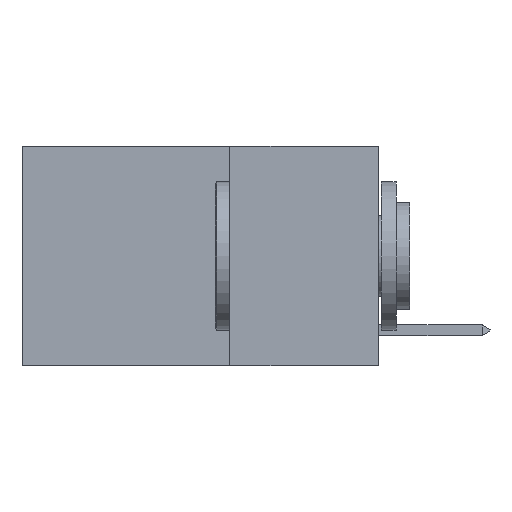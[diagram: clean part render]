
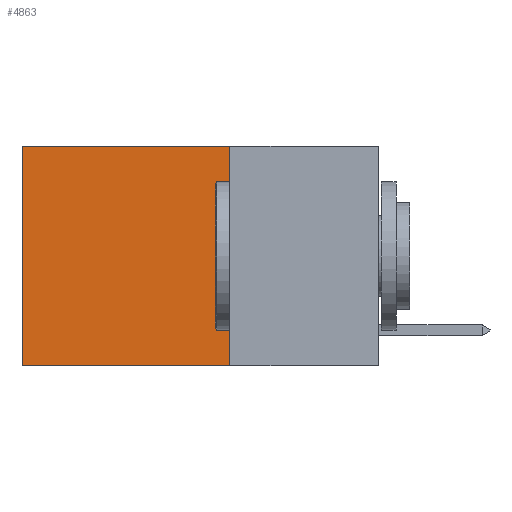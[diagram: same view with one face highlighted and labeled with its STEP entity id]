
A CAD part, left-side view. The second image highlights one B-rep face of the part: STEP entity #4863.
In plain terms, the highlighted planar face has unit normal (-1, 0, 0).
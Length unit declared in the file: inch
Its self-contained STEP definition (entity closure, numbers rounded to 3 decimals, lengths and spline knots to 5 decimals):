
#89 = DIRECTION ( 'NONE',  ( 0., 0., -1. ) ) ;
#541 = VERTEX_POINT ( 'NONE', #567 ) ;
#567 = CARTESIAN_POINT ( 'NONE',  ( 0.2625, 0.25, 0. ) ) ;
#810 = EDGE_CURVE ( 'NONE', #18565, #15549, #17433, .T. ) ;
#1013 = LINE ( 'NONE', #2765, #17184 ) ;
#1239 = CARTESIAN_POINT ( 'NONE',  ( 0.2625, 0.25, 0. ) ) ;
#1461 = LINE ( 'NONE', #7794, #20240 ) ;
#2110 = ORIENTED_EDGE ( 'NONE', *, *, #18722, .T. ) ;
#2765 = CARTESIAN_POINT ( 'NONE',  ( 0.2625, 0.6, 0. ) ) ;
#3698 = ORIENTED_EDGE ( 'NONE', *, *, #13780, .F. ) ;
#4764 = FACE_OUTER_BOUND ( 'NONE', #13770, .T. ) ;
#4863 = ADVANCED_FACE ( 'NONE', ( #4764 ), #15639, .F. ) ;
#5308 = ORIENTED_EDGE ( 'NONE', *, *, #15487, .T. ) ;
#7794 = CARTESIAN_POINT ( 'NONE',  ( 0.2625, 0.25, 0. ) ) ;
#9029 = DIRECTION ( 'NONE',  ( 0., 0., -1. ) ) ;
#9870 = ORIENTED_EDGE ( 'NONE', *, *, #810, .F. ) ;
#12021 = LINE ( 'NONE', #1239, #20096 ) ;
#13770 = EDGE_LOOP ( 'NONE', ( #5308, #9870, #3698, #2110 ) ) ;
#13780 = EDGE_CURVE ( 'NONE', #541, #18565, #12021, .T. ) ;
#13860 = DIRECTION ( 'NONE',  ( 0., 0., -1. ) ) ;
#14089 = CARTESIAN_POINT ( 'NONE',  ( 0.2625, 0.25, 0. ) ) ;
#14099 = DIRECTION ( 'NONE',  ( 0., 1., 0. ) ) ;
#14308 = DIRECTION ( 'NONE',  ( 0., 1., 0. ) ) ;
#15487 = EDGE_CURVE ( 'NONE', #17733, #15549, #1013, .T. ) ;
#15549 = VERTEX_POINT ( 'NONE', #18203 ) ;
#15639 = PLANE ( 'NONE',  #19469 ) ;
#16455 = VECTOR ( 'NONE', #14308, 39.37008 ) ;
#16818 = CARTESIAN_POINT ( 'NONE',  ( 0.2625, 0.25, -0.37 ) ) ;
#17184 = VECTOR ( 'NONE', #13860, 39.37008 ) ;
#17433 = LINE ( 'NONE', #19368, #16455 ) ;
#17733 = VERTEX_POINT ( 'NONE', #18018 ) ;
#18018 = CARTESIAN_POINT ( 'NONE',  ( 0.2625, 0.6, 0. ) ) ;
#18203 = CARTESIAN_POINT ( 'NONE',  ( 0.2625, 0.6, -0.37 ) ) ;
#18565 = VERTEX_POINT ( 'NONE', #16818 ) ;
#18652 = DIRECTION ( 'NONE',  ( 1., 0., 0. ) ) ;
#18722 = EDGE_CURVE ( 'NONE', #541, #17733, #1461, .T. ) ;
#19368 = CARTESIAN_POINT ( 'NONE',  ( 0.2625, 0.25, -0.37 ) ) ;
#19469 = AXIS2_PLACEMENT_3D ( 'NONE', #14089, #18652, #89 ) ;
#20096 = VECTOR ( 'NONE', #9029, 39.37008 ) ;
#20240 = VECTOR ( 'NONE', #14099, 39.37008 ) ;
